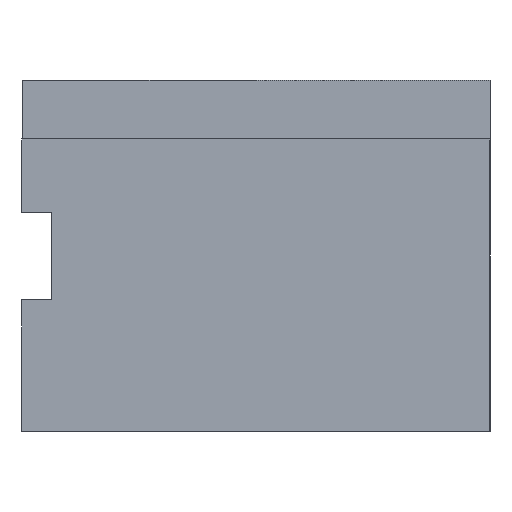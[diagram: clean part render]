
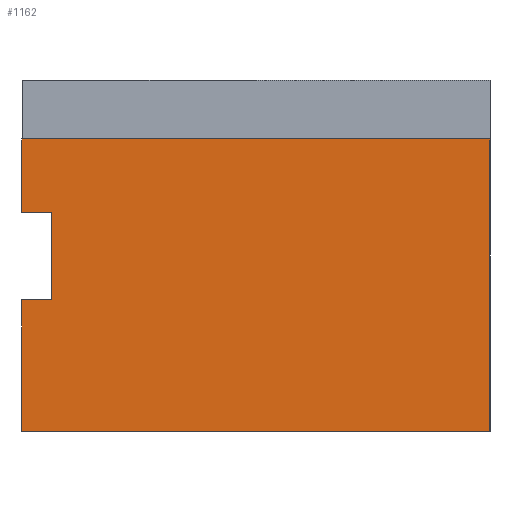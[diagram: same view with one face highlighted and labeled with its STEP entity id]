
A CAD part, left-side view. The second image highlights one B-rep face of the part: STEP entity #1162.
In plain terms, the highlighted planar face has unit normal (-1, 0, 0).
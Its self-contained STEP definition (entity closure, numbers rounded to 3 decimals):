
#774=CARTESIAN_POINT('POINT52',(0.,75.,22.5));
#775=VERTEX_POINT('VERTEX52',#774);
#782=CARTESIAN_POINT('POINT53',(0.,75.,37.5));
#783=VERTEX_POINT('VERTEX53',#782);
#784=CARTESIAN_POINT('POS90',(0.,75.,18.75));
#785=DIRECTION('DIR133',(0.,0.,-1.));
#786=VECTOR('VEC47',#785,1.);
#787=LINE('STRAIGHT47',#784,#786);
#788=EDGE_CURVE('EDGE74',#783,#775,#787,.T.);
#812=CARTESIAN_POINT('POINT55',(0.,80.,22.5));
#813=VERTEX_POINT('VERTEX55',#812);
#814=CARTESIAN_POINT('POS94',(0.,37.5,22.5));
#815=DIRECTION('DIR138',(0.,1.,0.));
#816=VECTOR('VEC50',#815,1.);
#817=LINE('STRAIGHT50',#814,#816);
#818=EDGE_CURVE('EDGE77',#775,#813,#817,.T.);
#885=CARTESIAN_POINT('POINT60',(0.,80.,37.5));
#886=VERTEX_POINT('VERTEX60',#885);
#887=CARTESIAN_POINT('POS103',(0.,40.,37.5));
#888=DIRECTION('DIR149',(0.,-1.,0.));
#889=VECTOR('VEC57',#888,1.);
#890=LINE('STRAIGHT57',#887,#889);
#891=EDGE_CURVE('EDGE84',#886,#783,#890,.T.);
#1030=CARTESIAN_POINT('POINT67',(0.,80.,0.));
#1031=VERTEX_POINT('VERTEX67',#1030);
#1038=CARTESIAN_POINT('POS119',(0.,80.,0.));
#1039=DIRECTION('DIR170',(0.,0.,1.));
#1040=VECTOR('VEC68',#1039,1.);
#1041=LINE('STRAIGHT68',#1038,#1040);
#1042=EDGE_CURVE('EDGE97',#1031,#813,#1041,.T.);
#1103=CARTESIAN_POINT('POINT71',(0.,0.,50.));
#1104=VERTEX_POINT('VERTEX71',#1103);
#1111=CARTESIAN_POINT('POINT72',(0.,0.,0.));
#1112=VERTEX_POINT('VERTEX72',#1111);
#1113=CARTESIAN_POINT('POS127',(0.,0.,0.));
#1114=DIRECTION('DIR181',(0.,0.,1.));
#1115=VECTOR('VEC73',#1114,1.);
#1116=LINE('STRAIGHT73',#1113,#1115);
#1117=EDGE_CURVE('EDGE104',#1112,#1104,#1116,.T.);
#1134=ORIENTED_EDGE('COEDGE193',*,*,#818,.T.);
#1135=ORIENTED_EDGE('COEDGE194',*,*,#1042,.F.);
#1136=CARTESIAN_POINT('POS130',(0.,0.,0.));
#1137=DIRECTION('DIR185',(0.,1.,0.));
#1138=VECTOR('VEC75',#1137,1.);
#1139=LINE('STRAIGHT75',#1136,#1138);
#1140=EDGE_CURVE('EDGE106',#1112,#1031,#1139,.T.);
#1141=ORIENTED_EDGE('COEDGE195',*,*,#1140,.F.);
#1142=ORIENTED_EDGE('COEDGE196',*,*,#1117,.T.);
#1143=CARTESIAN_POINT('POINT73',(0.,80.,50.));
#1144=VERTEX_POINT('VERTEX73',#1143);
#1145=CARTESIAN_POINT('POS131',(0.,20.,50.));
#1146=DIRECTION('DIR186',(0.,1.,0.));
#1147=VECTOR('VEC76',#1146,1.);
#1148=LINE('STRAIGHT76',#1145,#1147);
#1149=EDGE_CURVE('EDGE107',#1104,#1144,#1148,.T.);
#1150=ORIENTED_EDGE('COEDGE197',*,*,#1149,.T.);
#1151=EDGE_CURVE('EDGE108',#886,#1144,#1041,.T.);
#1152=ORIENTED_EDGE('COEDGE198',*,*,#1151,.F.);
#1153=ORIENTED_EDGE('COEDGE199',*,*,#891,.T.);
#1154=ORIENTED_EDGE('COEDGE200',*,*,#788,.T.);
#1155=EDGE_LOOP('NONE',(#1134,#1135,#1141,#1142,#1150,#1152,#1153,#1154)
   );
#1156=FACE_BOUND('LOOP1',#1155,.T.);
#1157=CARTESIAN_POINT('POS132',(0.,0.,0.));
#1158=DIRECTION('DIR187',(-1.,0.,0.));
#1159=DIRECTION('DIR188',(0.,1.,0.));
#1160=AXIS2_PLACEMENT_3D('AXIS56',#1157,#1158,#1159);
#1161=PLANE('PLANE23',#1160);
#1162=ADVANCED_FACE('FACE38',(#1156),#1161,.T.);
